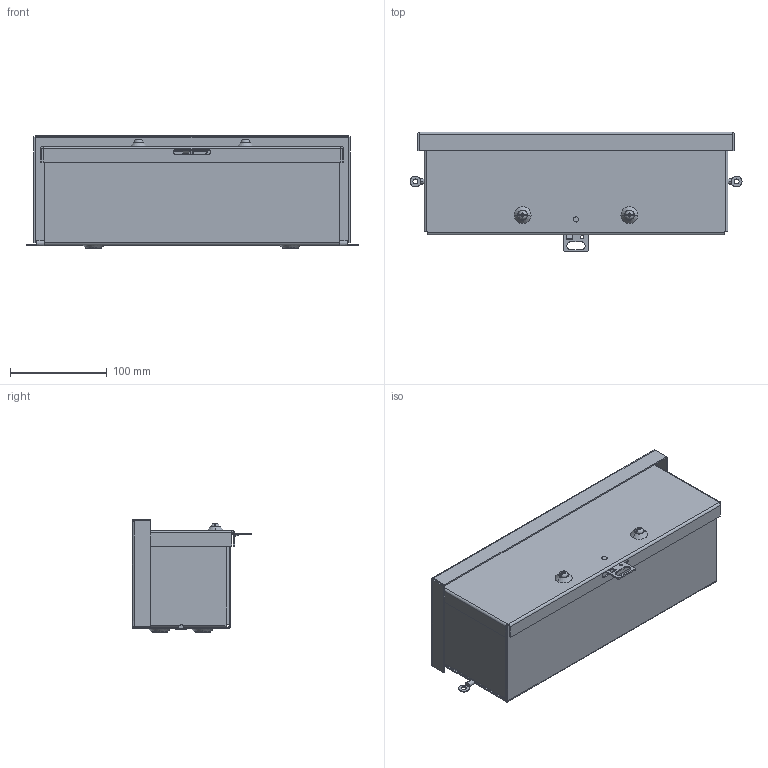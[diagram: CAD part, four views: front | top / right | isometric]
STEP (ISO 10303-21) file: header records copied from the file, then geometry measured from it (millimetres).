
FILE_DESCRIPTION (( 'STEP AP203' ), '1' );
FILE_NAME ('C3RWT412_Default.step', '2019-11-13T14:02:55', ( '' ), ( '' ), 'SwSTEP 2.0', 'SolidWorks 2019', '' );
FILE_SCHEMA (( 'CONFIG_CONTROL_DESIGN' ));
Length unit declared in the file: inch
Products named in the file (1): C3RWT412_Default
Bounding box: 342.9 x 123.72 x 116.69 mm (x, y, z)
Volume: 279016.3 mm3; surface area: 388887.9 mm2
Topology: 19 solids, 19 shells, 645 faces, 1635 edges, 1044 vertices
Faces by surface type: plane 344, cylinder 201, bspline 52, cone 44, torus 4
Entity records: 22224 total; most frequent: CARTESIAN_POINT 6547, ORIENTED_EDGE 3262, DIRECTION 3255, EDGE_CURVE 1631, AXIS2_PLACEMENT_3D 1146, VERTEX_POINT 1044, LINE 963, VECTOR 963
